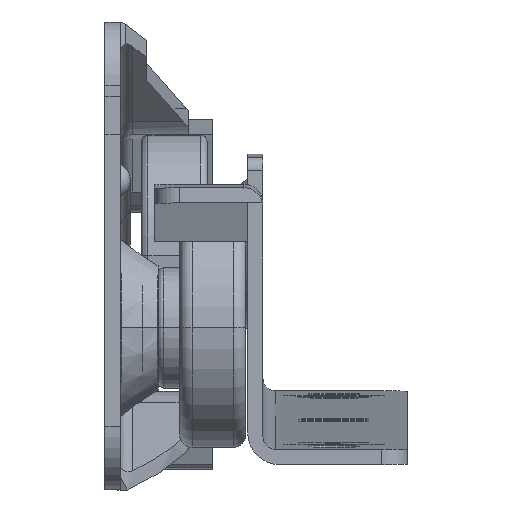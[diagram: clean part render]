
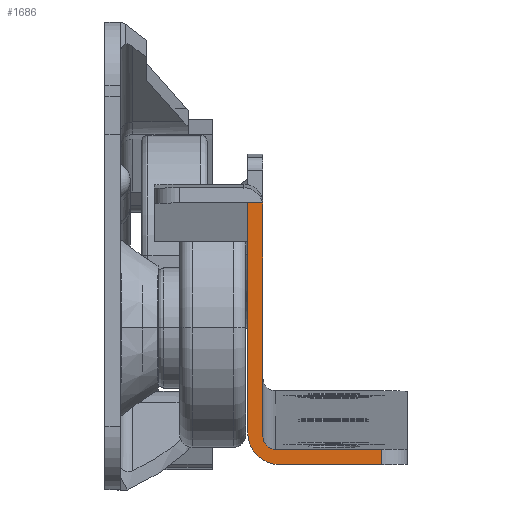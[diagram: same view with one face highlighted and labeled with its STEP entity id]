
A CAD part, top view. The second image highlights one B-rep face of the part: STEP entity #1686.
In plain terms, the highlighted face is planar.
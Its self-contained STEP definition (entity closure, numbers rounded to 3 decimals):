
#65 = CARTESIAN_POINT ( 'NONE',  ( 0., 20.7, 0. ) ) ;
#340 = VECTOR ( 'NONE', #4258, 1000. ) ;
#351 = CARTESIAN_POINT ( 'NONE',  ( 0., 19.298, 0. ) ) ;
#748 = LINE ( 'NONE', #7206, #340 ) ;
#814 = DIRECTION ( 'NONE',  ( 0., -1., 0. ) ) ;
#988 = CARTESIAN_POINT ( 'NONE',  ( 9.4, -1.2, 0. ) ) ;
#1016 = VERTEX_POINT ( 'NONE', #2820 ) ;
#1018 = CARTESIAN_POINT ( 'NONE',  ( 0., 0., 0. ) ) ;
#1063 = DIRECTION ( 'NONE',  ( 0., 0., -1. ) ) ;
#1116 = VERTEX_POINT ( 'NONE', #1237 ) ;
#1215 = ORIENTED_EDGE ( 'NONE', *, *, #4202, .T. ) ;
#1237 = CARTESIAN_POINT ( 'NONE',  ( 1.3, -1.2, 0. ) ) ;
#1303 = CARTESIAN_POINT ( 'NONE',  ( 0., 1., 0. ) ) ;
#1646 = EDGE_CURVE ( 'NONE', #3225, #10134, #4708, .T. ) ;
#1686 = ADVANCED_FACE ( 'NONE', ( #2774 ), #11266, .T. ) ;
#1830 = EDGE_CURVE ( 'NONE', #9914, #8406, #5060, .T. ) ;
#1833 = EDGE_LOOP ( 'NONE', ( #4620, #9720, #9486, #4235, #11562, #1215, #5668, #6707, #6178 ) ) ;
#2231 = CARTESIAN_POINT ( 'NONE',  ( 1., 0., 0. ) ) ;
#2468 = CARTESIAN_POINT ( 'NONE',  ( -1.2, 19.497, 0. ) ) ;
#2774 = FACE_OUTER_BOUND ( 'NONE', #1833, .T. ) ;
#2820 = CARTESIAN_POINT ( 'NONE',  ( 9.4, 0., 0. ) ) ;
#2846 = AXIS2_PLACEMENT_3D ( 'NONE', #6563, #1063, #5426 ) ;
#3114 = EDGE_CURVE ( 'NONE', #3899, #3225, #7080, .T. ) ;
#3123 = DIRECTION ( 'NONE',  ( 1., 0., 0. ) ) ;
#3225 = VERTEX_POINT ( 'NONE', #1303 ) ;
#3262 = CARTESIAN_POINT ( 'NONE',  ( 1.3, 1.3, 0. ) ) ;
#3418 = CARTESIAN_POINT ( 'NONE',  ( 0., 19.197, 0. ) ) ;
#3681 = CIRCLE ( 'NONE', #10413, 2.5 ) ;
#3740 = DIRECTION ( 'NONE',  ( 1., 0., 0. ) ) ;
#3899 = VERTEX_POINT ( 'NONE', #2231 ) ;
#4155 = CARTESIAN_POINT ( 'NONE',  ( -0.01, 19.398, 0. ) ) ;
#4182 = DIRECTION ( 'NONE',  ( 1., 0., 0. ) ) ;
#4202 = EDGE_CURVE ( 'NONE', #10134, #8406, #10727, .T. ) ;
#4235 = ORIENTED_EDGE ( 'NONE', *, *, #3114, .T. ) ;
#4258 = DIRECTION ( 'NONE',  ( 1., 0., 0. ) ) ;
#4277 = EDGE_CURVE ( 'NONE', #1016, #3899, #7648, .T. ) ;
#4620 = ORIENTED_EDGE ( 'NONE', *, *, #7671, .T. ) ;
#4708 = LINE ( 'NONE', #65, #5215 ) ;
#5060 = LINE ( 'NONE', #7897, #9816 ) ;
#5215 = VECTOR ( 'NONE', #11153, 1000. ) ;
#5266 = DIRECTION ( 'NONE',  ( 0., 0., 1. ) ) ;
#5426 = DIRECTION ( 'NONE',  ( 1., 0., 0. ) ) ;
#5565 = VERTEX_POINT ( 'NONE', #9106 ) ;
#5668 = ORIENTED_EDGE ( 'NONE', *, *, #1830, .F. ) ;
#6178 = ORIENTED_EDGE ( 'NONE', *, *, #9283, .T. ) ;
#6239 = DIRECTION ( 'NONE',  ( 0., 0., 1. ) ) ;
#6563 = CARTESIAN_POINT ( 'NONE',  ( 1., 1., 0. ) ) ;
#6564 = EDGE_CURVE ( 'NONE', #9048, #1016, #7438, .T. ) ;
#6707 = ORIENTED_EDGE ( 'NONE', *, *, #8976, .T. ) ;
#6858 = VECTOR ( 'NONE', #11002, 1000. ) ;
#7031 = VECTOR ( 'NONE', #11323, 1000. ) ;
#7080 = CIRCLE ( 'NONE', #2846, 1. ) ;
#7206 = CARTESIAN_POINT ( 'NONE',  ( -1.2, -1.2, 0. ) ) ;
#7438 = LINE ( 'NONE', #8348, #6858 ) ;
#7648 = LINE ( 'NONE', #10475, #7031 ) ;
#7671 = EDGE_CURVE ( 'NONE', #1116, #9048, #748, .T. ) ;
#7772 = CARTESIAN_POINT ( 'NONE',  ( 0., 19.197, 0. ) ) ;
#7897 = CARTESIAN_POINT ( 'NONE',  ( 0., 19.497, 0. ) ) ;
#8082 = CARTESIAN_POINT ( 'NONE',  ( -0.03, 19.497, 0. ) ) ;
#8348 = CARTESIAN_POINT ( 'NONE',  ( 9.4, 0., 0. ) ) ;
#8406 = VERTEX_POINT ( 'NONE', #8082 ) ;
#8976 = EDGE_CURVE ( 'NONE', #9914, #5565, #11844, .T. ) ;
#9048 = VERTEX_POINT ( 'NONE', #988 ) ;
#9106 = CARTESIAN_POINT ( 'NONE',  ( -1.2, 1.3, 0. ) ) ;
#9283 = EDGE_CURVE ( 'NONE', #5565, #1116, #3681, .T. ) ;
#9486 = ORIENTED_EDGE ( 'NONE', *, *, #4277, .T. ) ;
#9510 = CARTESIAN_POINT ( 'NONE',  ( -0.03, 19.497, 0. ) ) ;
#9720 = ORIENTED_EDGE ( 'NONE', *, *, #6564, .T. ) ;
#9816 = VECTOR ( 'NONE', #3123, 1000. ) ;
#9914 = VERTEX_POINT ( 'NONE', #2468 ) ;
#10134 = VERTEX_POINT ( 'NONE', #3418 ) ;
#10395 = AXIS2_PLACEMENT_3D ( 'NONE', #1018, #6239, #3740 ) ;
#10413 = AXIS2_PLACEMENT_3D ( 'NONE', #3262, #5266, #4182 ) ;
#10475 = CARTESIAN_POINT ( 'NONE',  ( 11.4, 0., 0. ) ) ;
#10591 = VECTOR ( 'NONE', #814, 1000. ) ;
#10727 =( BOUNDED_CURVE ( )  B_SPLINE_CURVE ( 3, ( #7772, #351, #4155, #9510 ),
 .UNSPECIFIED., .F., .F. ) 
 B_SPLINE_CURVE_WITH_KNOTS ( ( 4, 4 ),
 ( 1.571, 1.772 ),
 .UNSPECIFIED. ) 
 CURVE ( )  GEOMETRIC_REPRESENTATION_ITEM ( )  RATIONAL_B_SPLINE_CURVE ( ( 1., 0.997, 0.997, 1. ) ) 
 REPRESENTATION_ITEM ( '' )  );
#10882 = CARTESIAN_POINT ( 'NONE',  ( -1.2, -1.2, 0. ) ) ;
#11002 = DIRECTION ( 'NONE',  ( 0., 1., 0. ) ) ;
#11153 = DIRECTION ( 'NONE',  ( 0., 1., 0. ) ) ;
#11266 = PLANE ( 'NONE',  #10395 ) ;
#11323 = DIRECTION ( 'NONE',  ( -1., 0., 0. ) ) ;
#11562 = ORIENTED_EDGE ( 'NONE', *, *, #1646, .T. ) ;
#11844 = LINE ( 'NONE', #10882, #10591 ) ;
